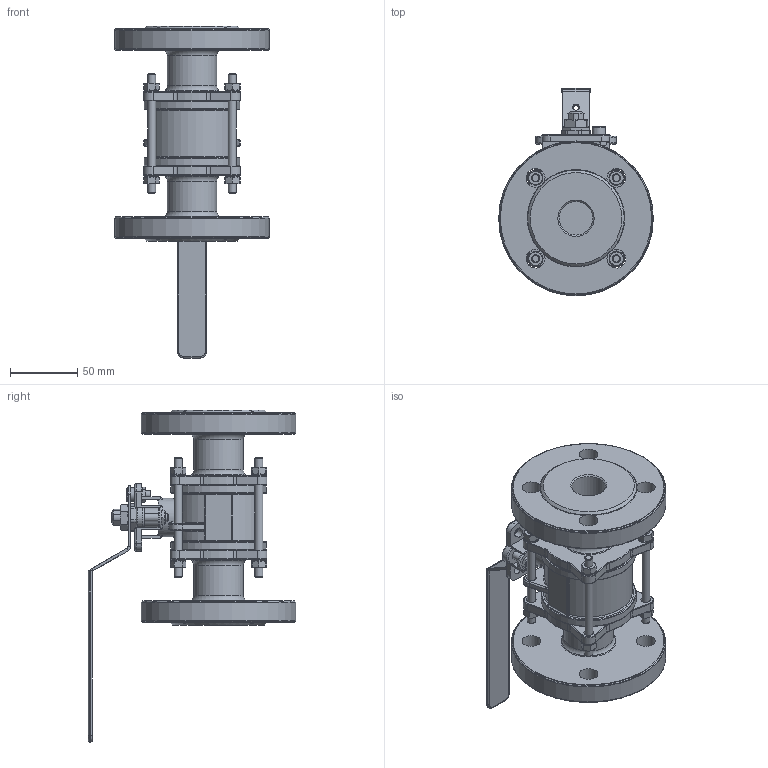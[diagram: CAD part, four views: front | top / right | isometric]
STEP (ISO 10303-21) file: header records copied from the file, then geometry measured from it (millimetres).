
FILE_DESCRIPTION(/* description */ (''),/* implementation_level */ '2;1');
FILE_NAME(/* name */ 'DN25_3D_STEP.stp',/* time_stamp */ '2024-10-30T11:47:02+03:00',/* author */ ('igorr'),/* organization */ (''),/* preprocessor_version */ 'ST-DEVELOPER v20',/* originating_system */ 'Autodesk Inventor 2025',/* authorisation */ '');
FILE_SCHEMA (('AUTOMOTIVE_DESIGN { 1 0 10303 214 3 1 1 }'));
Length unit declared in the file: millimetre
Products named in the file (8): Сборка; Деталь1; Деталь6; BS 3692 - M10; AS 1110 - M6 x 20; AS 1420 - 1973 - M6 x 12; ISO 4035 - M6; AS 1112 - M6  Тип 5
Assembly tree (17 placements, depth 2):
  Сборка
    Деталь1
    Деталь6
    BS 3692 - M10
    AS 1110 - M6 x 20  x2
    AS 1420 - 1973 - M6 x 12
    ISO 4035 - M6  x3
    AS 1112 - M6  Тип 5  x8
Bounding box: 115 x 154.5 x 247 mm (x, y, z)
Volume: 637022.4 mm3; surface area: 133202.5 mm2
Topology: 21 solids, 21 shells, 1015 faces, 2451 edges, 1481 vertices
Faces by surface type: plane 366, cylinder 233, cone 175, torus 141, bspline 97, sphere 3
Full cylindrical faces by diameter (mm): 4.917 x11, 5 x1, 6 x9, 7 x10, 8 x1, 8.376 x1, 10 x3, 11 x8, 12 x2, 14 x8, 15 x1, 25 x2, 29 x1, 37 x2, 61 x2, 71 x2, 115 x2
Entity records: 27645 total; most frequent: CARTESIAN_POINT 7908, ORIENTED_EDGE 3958, DIRECTION 3889, EDGE_CURVE 1979, AXIS2_PLACEMENT_3D 1514, VERTEX_POINT 1210, EDGE_LOOP 895, LINE 861
